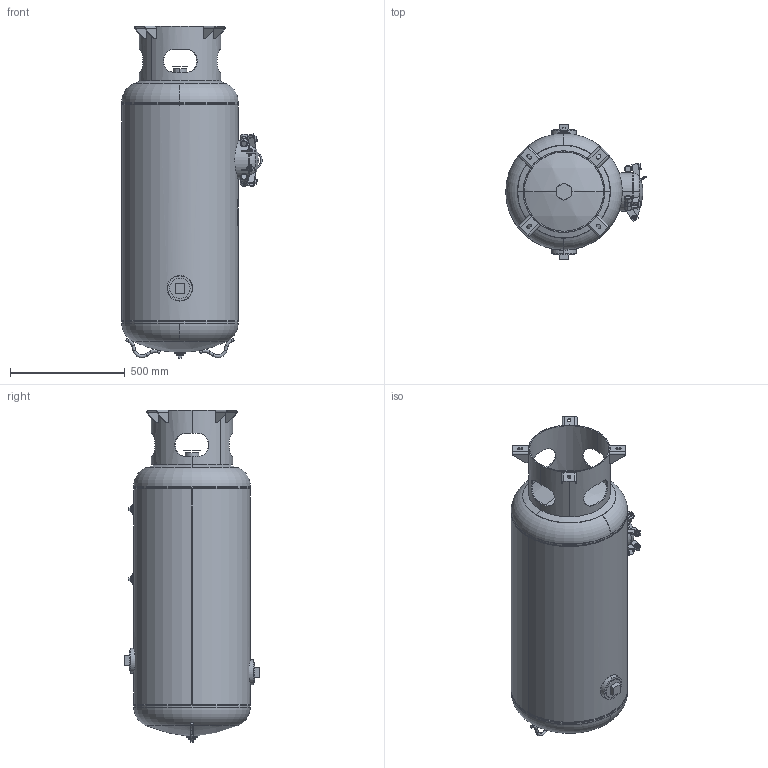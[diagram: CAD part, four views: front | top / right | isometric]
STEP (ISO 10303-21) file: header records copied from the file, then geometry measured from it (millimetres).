
FILE_DESCRIPTION (( 'STEP AP203' ), '1' );
FILE_NAME ('300956.STEP', '2012-03-05T20:43:36', ( '' ), ( '' ), 'SwSTEP 2.0', 'SolidWorks 2011', '' );
FILE_SCHEMA (( 'CONFIG_CONTROL_DESIGN' ));
Length unit declared in the file: inch
Products named in the file (1): 300956
Bounding box: 613.14 x 587.38 x 1448.72 mm (x, y, z)
Surface area: 4613972.7 mm2 (no closed solid volume)
Topology: 0 solids, 87 shells, 522 faces, 1489 edges, 1007 vertices
Faces by surface type: plane 266, cylinder 133, cone 47, torus 46, bspline 24, sphere 6
Full cylindrical faces by diameter (mm): 502.209 x1, 508 x1
Entity records: 26052 total; most frequent: CARTESIAN_POINT 12608, DIRECTION 2867, ORIENTED_EDGE 2408, EDGE_CURVE 1489, AXIS2_PLACEMENT_3D 1094, VERTEX_POINT 1007, VECTOR 679, LINE 679
